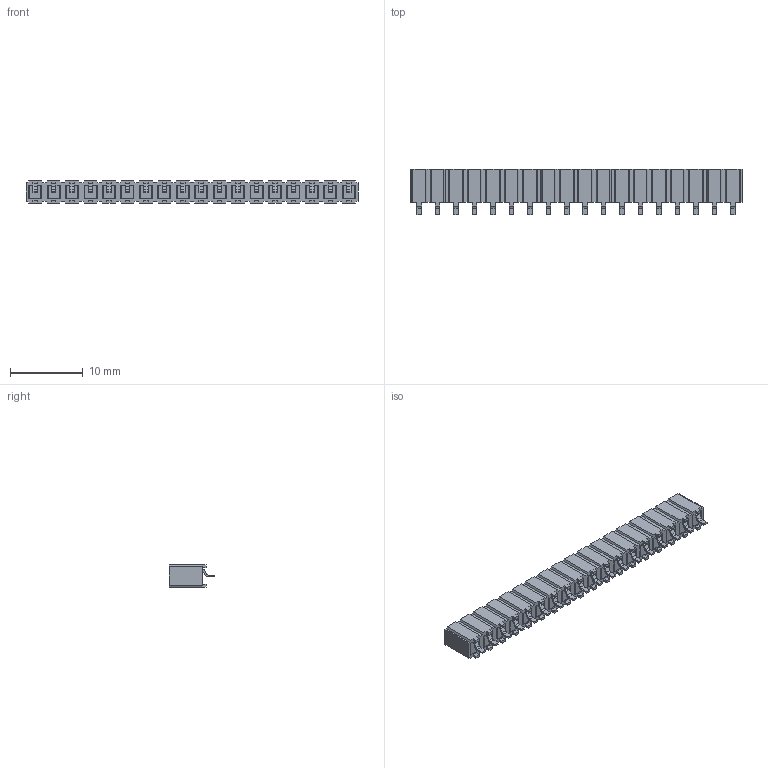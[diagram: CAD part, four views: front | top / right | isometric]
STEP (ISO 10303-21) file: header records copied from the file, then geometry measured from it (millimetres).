
FILE_DESCRIPTION (( 'STEP AP214' ), '1' );
FILE_NAME ('Samtec-CES-118-01-L-S.STEP', '2013-01-29T11:41:03', ( 'Master' ), ( '' ), 'SwSTEP 2.0', 'SolidWorks 2010', '' );
FILE_SCHEMA (( 'AUTOMOTIVE_DESIGN' ));
Length unit declared in the file: inch
Products named in the file (1): Samtec-CES-118-01-L-S
Bounding box: 45.72 x 6.27 x 3.05 mm (x, y, z)
Volume: 392.4 mm3; surface area: 1512.3 mm2
Topology: 1 solids, 1 shells, 852 faces, 2388 edges, 1556 vertices
Faces by surface type: plane 780, cylinder 72
Entity records: 30922 total; most frequent: CARTESIAN_POINT 4797, ORIENTED_EDGE 4776, DIRECTION 4238, EDGE_CURVE 2388, VECTOR 2244, LINE 2244, VERTEX_POINT 1556, AXIS2_PLACEMENT_3D 997
